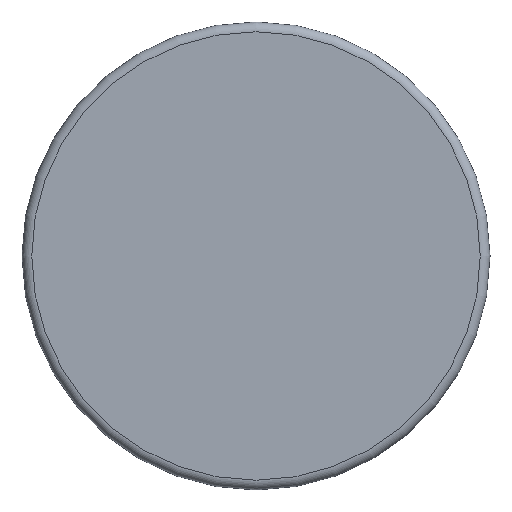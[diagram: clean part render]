
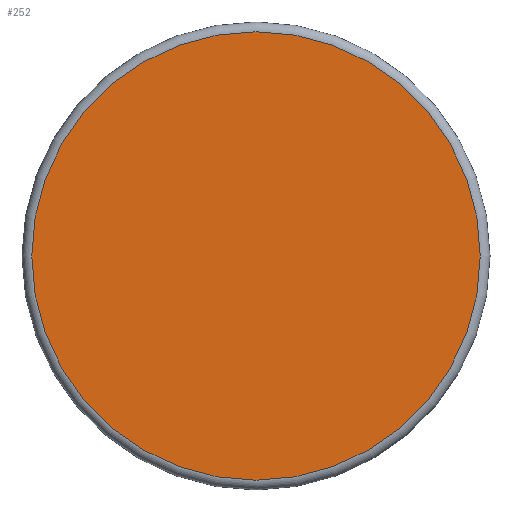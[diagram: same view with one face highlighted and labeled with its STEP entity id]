
A CAD part, top view. The second image highlights one B-rep face of the part: STEP entity #252.
In plain terms, the highlighted planar face has unit normal (0, 0, 1).
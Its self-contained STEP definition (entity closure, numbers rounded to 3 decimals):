
#129 = TOROIDAL_SURFACE('',#130,292.101,12.699);
#130 = AXIS2_PLACEMENT_3D('',#131,#132,#133);
#131 = CARTESIAN_POINT('',(0.,0.,-12.699));
#132 = DIRECTION('',(0.,0.,1.));
#133 = DIRECTION('',(1.,0.,0.));
#145 = VERTEX_POINT('',#146);
#146 = CARTESIAN_POINT('',(292.101,0.,0.));
#170 = EDGE_CURVE('',#145,#145,#171,.T.);
#171 = SURFACE_CURVE('',#172,(#177,#184),.PCURVE_S1.);
#172 = CIRCLE('',#173,292.101);
#173 = AXIS2_PLACEMENT_3D('',#174,#175,#176);
#174 = CARTESIAN_POINT('',(0.,0.,0.));
#175 = DIRECTION('',(0.,0.,1.));
#176 = DIRECTION('',(1.,0.,0.));
#177 = PCURVE('',#129,#178);
#178 = DEFINITIONAL_REPRESENTATION('',(#179),#183);
#179 = LINE('',#180,#181);
#180 = CARTESIAN_POINT('',(0.,1.571));
#181 = VECTOR('',#182,1.);
#182 = DIRECTION('',(1.,0.));
#183 = ( GEOMETRIC_REPRESENTATION_CONTEXT(2) 
PARAMETRIC_REPRESENTATION_CONTEXT() REPRESENTATION_CONTEXT('2D SPACE',''
  ) );
#184 = PCURVE('',#185,#190);
#185 = PLANE('',#186);
#186 = AXIS2_PLACEMENT_3D('',#187,#188,#189);
#187 = CARTESIAN_POINT('',(0.,0.,0.));
#188 = DIRECTION('',(0.,0.,1.));
#189 = DIRECTION('',(1.,0.,0.));
#190 = DEFINITIONAL_REPRESENTATION('',(#191),#195);
#191 = CIRCLE('',#192,292.101);
#192 = AXIS2_PLACEMENT_2D('',#193,#194);
#193 = CARTESIAN_POINT('',(0.,0.));
#194 = DIRECTION('',(1.,0.));
#195 = ( GEOMETRIC_REPRESENTATION_CONTEXT(2) 
PARAMETRIC_REPRESENTATION_CONTEXT() REPRESENTATION_CONTEXT('2D SPACE',''
  ) );
#252 = ADVANCED_FACE('',(#253),#185,.T.);
#253 = FACE_BOUND('',#254,.T.);
#254 = EDGE_LOOP('',(#255));
#255 = ORIENTED_EDGE('',*,*,#170,.T.);
